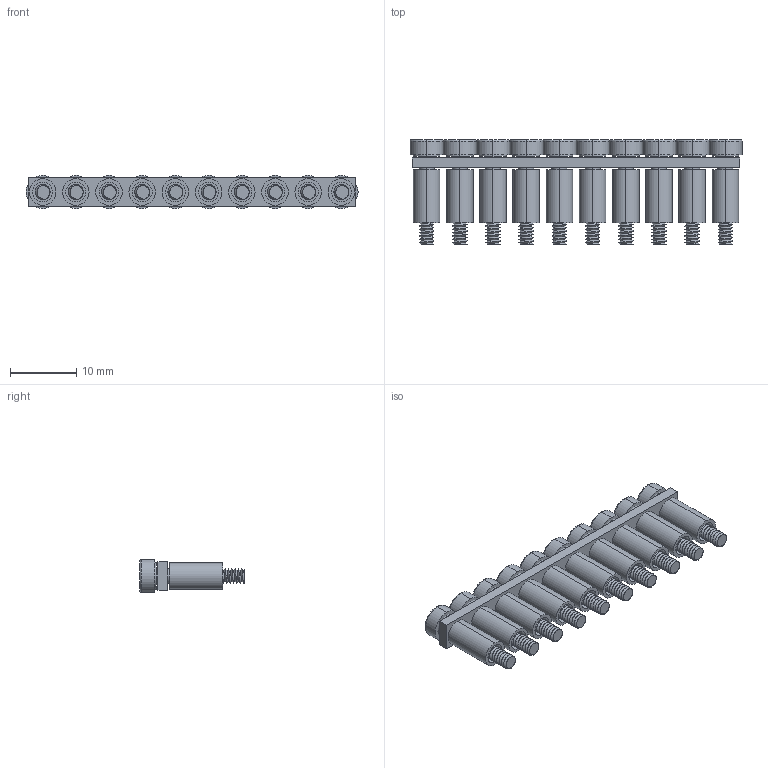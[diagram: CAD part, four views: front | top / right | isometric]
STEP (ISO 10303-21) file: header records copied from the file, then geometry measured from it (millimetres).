
FILE_DESCRIPTION (( 'STEP AP214' ), '1' );
FILE_NAME ('KN-10J12.step', '2015-05-04T11:23:38', ( '' ), ( '' ), 'SwSTEP 2.0', 'SolidWorks 2014', '' );
FILE_SCHEMA (( 'AUTOMOTIVE_DESIGN' ));
Length unit declared in the file: millimetre
Products named in the file (1): KN-10J12
Bounding box: 50 x 15.75 x 5 mm (x, y, z)
Volume: 1680 mm3; surface area: 4814 mm2
Topology: 31 solids, 31 shells, 326 faces, 712 edges, 458 vertices
Faces by surface type: plane 136, cylinder 130, bspline 40, torus 20
Entity records: 20318 total; most frequent: CARTESIAN_POINT 9507, DIRECTION 1496, ORIENTED_EDGE 1424, EDGE_CURVE 712, AXIS2_PLACEMENT_3D 597, VERTEX_POINT 458, EDGE_LOOP 376, UNCERTAINTY_MEASURE_WITH_UNIT 341
